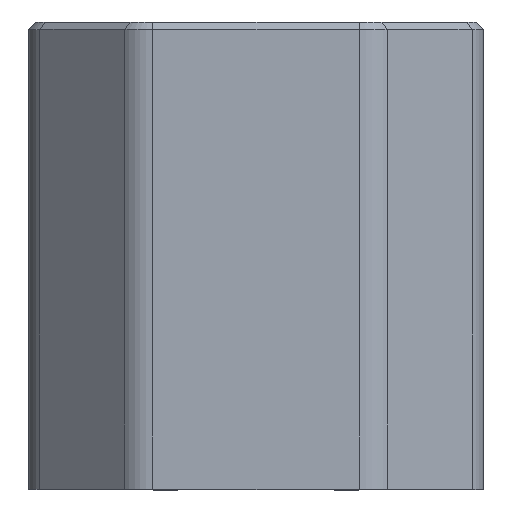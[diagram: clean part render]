
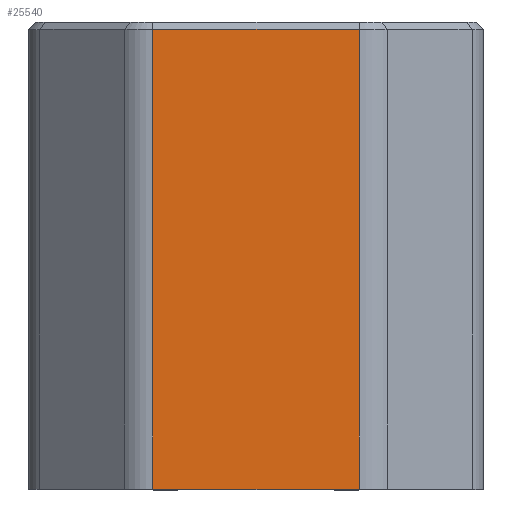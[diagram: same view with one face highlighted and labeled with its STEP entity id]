
A CAD part, top view. The second image highlights one B-rep face of the part: STEP entity #25540.
In plain terms, the highlighted planar face has unit normal (0, 0, 1).
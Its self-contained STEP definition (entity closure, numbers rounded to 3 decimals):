
#2690=CARTESIAN_POINT('',(-51.989,-0.032,75.475))
;
#2700=VERTEX_POINT('',#2690);
#12230=CARTESIAN_POINT('',(-51.989,-5.458,75.475));
#12240=DIRECTION('',(0.,-1.,0.));
#12250=VECTOR('',#12240,1.);
#12260=LINE('',#12230,#12250);
#12270=CARTESIAN_POINT('',(-51.989,-9.432,75.475));
#12280=VERTEX_POINT('',#12270);
#12290=EDGE_CURVE('',#2700,#12280,#12260,.T.);
#13630=CARTESIAN_POINT('',(-47.757,-0.032,75.475))
;
#13640=VERTEX_POINT('',#13630);
#13670=CARTESIAN_POINT('',(-49.873,-0.032,75.475))
;
#13680=DIRECTION('',(-1.,0.,0.));
#13690=VECTOR('',#13680,1.);
#13700=LINE('',#13670,#13690);
#13710=EDGE_CURVE('',#13640,#2700,#13700,.T.);
#18390=CARTESIAN_POINT('',(-47.757,-9.432,75.475));
#18400=VERTEX_POINT('',#18390);
#18430=CARTESIAN_POINT('',(-47.757,-5.458,75.475));
#18440=DIRECTION('',(0.,-1.,0.));
#18450=VECTOR('',#18440,1.);
#18460=LINE('',#18430,#18450);
#18470=EDGE_CURVE('',#13640,#18400,#18460,.T.);
#25380=CARTESIAN_POINT('',(-49.873,-4.732,75.475));
#25390=DIRECTION('',(0.,0.,1.));
#25400=DIRECTION('',(-1.,0.,0.));
#25410=AXIS2_PLACEMENT_3D('',#25380,#25390,#25400);
#25420=PLANE('',#25410);
#25430=ORIENTED_EDGE('',*,*,#12290,.T.);
#25440=ORIENTED_EDGE('',*,*,#13710,.T.);
#25450=ORIENTED_EDGE('',*,*,#18470,.F.);
#25460=CARTESIAN_POINT('',(-47.423,-9.432,75.475));
#25470=DIRECTION('',(-1.,0.,0.));
#25480=VECTOR('',#25470,1.);
#25490=LINE('',#25460,#25480);
#25500=EDGE_CURVE('',#18400,#12280,#25490,.T.);
#25510=ORIENTED_EDGE('',*,*,#25500,.F.);
#25520=EDGE_LOOP('',(#25510,#25450,#25440,#25430));
#25530=FACE_OUTER_BOUND('',#25520,.T.);
#25540=ADVANCED_FACE('',(#25530),#25420,.T.);
